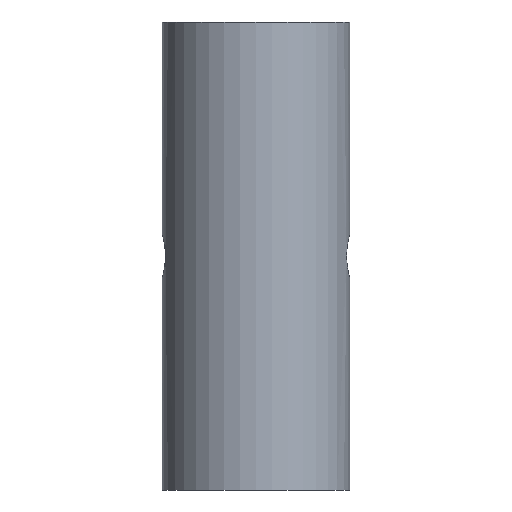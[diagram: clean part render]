
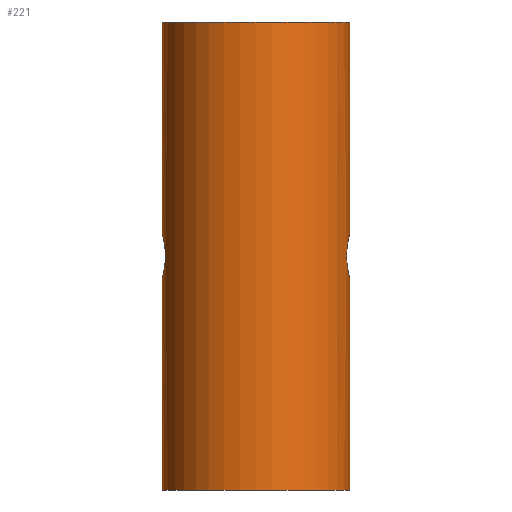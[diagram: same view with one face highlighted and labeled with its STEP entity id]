
A CAD part, left-side view. The second image highlights one B-rep face of the part: STEP entity #221.
In plain terms, the highlighted cylindrical face has radius 20 mm (diameter 40 mm), a full revolution.
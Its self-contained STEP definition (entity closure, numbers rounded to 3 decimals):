
#115=B_SPLINE_CURVE_WITH_KNOTS('',3,(#522,#523,#524,#525,#526,#527,#528,
#529,#530,#531,#532,#533,#534,#535,#536,#537,#538,#539,#540,#541,#542,#543,
#544,#545,#546,#547,#548,#549,#550,#551,#552,#553,#554,#555,#556,#557,#558,
#559,#560,#561),.UNSPECIFIED.,.T.,.U.,(4,2,2,2,2,2,2,2,2,2,2,2,2,2,2,2,
2,2,2,4),(0.,0.172,0.35,0.516,0.641,
0.752,0.873,1.036,1.2,1.368,
1.538,1.715,1.89,2.024,2.136,
2.252,2.4,2.58,2.705,2.825),
 .UNSPECIFIED.);
#116=B_SPLINE_CURVE_WITH_KNOTS('',3,(#563,#564,#565,#566,#567,#568,#569,
#570,#571,#572,#573,#574,#575,#576,#577,#578,#579,#580,#581,#582,#583,#584,
#585,#586,#587,#588,#589,#590,#591,#592,#593,#594,#595,#596,#597,#598,#599,
#600,#601,#602),.UNSPECIFIED.,.T.,.U.,(4,2,2,2,2,2,2,2,2,2,2,2,2,2,2,2,
2,2,2,4),(0.,0.172,0.35,0.516,0.641,
0.752,0.873,1.036,1.2,1.368,
1.538,1.715,1.89,2.024,2.136,
2.252,2.4,2.58,2.705,2.825),
 .UNSPECIFIED.);
#119=CYLINDRICAL_SURFACE('',#233,20.);
#127=VERTEX_POINT('',#318);
#128=VERTEX_POINT('',#480);
#130=VERTEX_POINT('',#603);
#131=VERTEX_POINT('',#605);
#136=CIRCLE('',#232,20.);
#137=CIRCLE('',#234,20.);
#143=EDGE_CURVE('',#127,#127,#136,.T.);
#146=EDGE_CURVE('',#128,#128,#115,.F.);
#147=EDGE_CURVE('',#130,#130,#116,.F.);
#148=EDGE_CURVE('',#131,#131,#137,.T.);
#163=ORIENTED_EDGE('',*,*,#147,.F.);
#164=ORIENTED_EDGE('',*,*,#143,.T.);
#165=ORIENTED_EDGE('',*,*,#148,.T.);
#166=ORIENTED_EDGE('',*,*,#146,.F.);
#186=EDGE_LOOP('',(#163));
#187=EDGE_LOOP('',(#164));
#188=EDGE_LOOP('',(#165));
#189=EDGE_LOOP('',(#166));
#206=FACE_BOUND('',#186,.T.);
#207=FACE_BOUND('',#187,.T.);
#208=FACE_BOUND('',#188,.T.);
#209=FACE_BOUND('',#189,.T.);
#221=ADVANCED_FACE('',(#206,#207,#208,#209),#119,.T.);
#232=AXIS2_PLACEMENT_3D('',#317,#822,#823);
#233=AXIS2_PLACEMENT_3D('',#562,#825,#826);
#234=AXIS2_PLACEMENT_3D('',#604,#827,#828);
#317=CARTESIAN_POINT('',(0.,0.,100.));
#318=CARTESIAN_POINT('',(20.,0.,100.));
#480=CARTESIAN_POINT('',(5.,-19.365,50.));
#522=CARTESIAN_POINT('',(5.,-19.365,50.));
#523=CARTESIAN_POINT('',(5.,-19.365,49.428));
#524=CARTESIAN_POINT('',(4.874,-19.399,48.845));
#525=CARTESIAN_POINT('',(4.391,-19.514,47.768));
#526=CARTESIAN_POINT('',(4.017,-19.598,47.257));
#527=CARTESIAN_POINT('',(3.128,-19.759,46.447));
#528=CARTESIAN_POINT('',(2.611,-19.837,46.123));
#529=CARTESIAN_POINT('',(1.63,-19.938,45.726));
#530=CARTESIAN_POINT('',(1.176,-19.971,45.606));
#531=CARTESIAN_POINT('',(0.31,-20.002,45.494));
#532=CARTESIAN_POINT('',(-0.107,-20.004,45.486));
#533=CARTESIAN_POINT('',(-0.962,-19.982,45.566));
#534=CARTESIAN_POINT('',(-1.406,-19.955,45.663));
#535=CARTESIAN_POINT('',(-2.379,-19.866,46.006));
#536=CARTESIAN_POINT('',(-2.903,-19.793,46.297));
#537=CARTESIAN_POINT('',(-3.795,-19.642,47.02));
#538=CARTESIAN_POINT('',(-4.176,-19.561,47.466));
#539=CARTESIAN_POINT('',(-4.734,-19.434,48.448));
#540=CARTESIAN_POINT('',(-4.915,-19.387,49.001));
#541=CARTESIAN_POINT('',(-5.038,-19.355,50.121));
#542=CARTESIAN_POINT('',(-4.978,-19.371,50.706));
#543=CARTESIAN_POINT('',(-4.622,-19.459,51.814));
#544=CARTESIAN_POINT('',(-4.31,-19.534,52.355));
#545=CARTESIAN_POINT('',(-3.502,-19.695,53.263));
#546=CARTESIAN_POINT('',(-2.994,-19.783,53.65));
#547=CARTESIAN_POINT('',(-2.001,-19.904,54.148));
#548=CARTESIAN_POINT('',(-1.527,-19.948,54.308));
#549=CARTESIAN_POINT('',(-0.636,-19.994,54.479));
#550=CARTESIAN_POINT('',(-0.216,-20.003,54.511));
#551=CARTESIAN_POINT('',(0.628,-19.995,54.481));
#552=CARTESIAN_POINT('',(1.059,-19.976,54.415));
#553=CARTESIAN_POINT('',(1.993,-19.907,54.157));
#554=CARTESIAN_POINT('',(2.494,-19.849,53.931));
#555=CARTESIAN_POINT('',(3.47,-19.704,53.294));
#556=CARTESIAN_POINT('',(3.935,-19.612,52.84));
#557=CARTESIAN_POINT('',(4.516,-19.485,51.976));
#558=CARTESIAN_POINT('',(4.701,-19.44,51.588));
#559=CARTESIAN_POINT('',(4.94,-19.381,50.803));
#560=CARTESIAN_POINT('',(5.,-19.365,50.4));
#561=CARTESIAN_POINT('',(5.,-19.365,50.));
#562=CARTESIAN_POINT('',(0.,0.,0.));
#563=CARTESIAN_POINT('',(-5.,19.365,50.));
#564=CARTESIAN_POINT('',(-5.,19.365,49.428));
#565=CARTESIAN_POINT('',(-4.874,19.399,48.845));
#566=CARTESIAN_POINT('',(-4.391,19.514,47.768));
#567=CARTESIAN_POINT('',(-4.017,19.598,47.257));
#568=CARTESIAN_POINT('',(-3.128,19.759,46.447));
#569=CARTESIAN_POINT('',(-2.611,19.837,46.123));
#570=CARTESIAN_POINT('',(-1.63,19.938,45.726));
#571=CARTESIAN_POINT('',(-1.176,19.971,45.606));
#572=CARTESIAN_POINT('',(-0.31,20.002,45.494));
#573=CARTESIAN_POINT('',(0.107,20.004,45.486));
#574=CARTESIAN_POINT('',(0.962,19.982,45.566));
#575=CARTESIAN_POINT('',(1.406,19.955,45.663));
#576=CARTESIAN_POINT('',(2.379,19.866,46.006));
#577=CARTESIAN_POINT('',(2.903,19.793,46.297));
#578=CARTESIAN_POINT('',(3.795,19.642,47.02));
#579=CARTESIAN_POINT('',(4.176,19.561,47.466));
#580=CARTESIAN_POINT('',(4.734,19.434,48.448));
#581=CARTESIAN_POINT('',(4.915,19.387,49.001));
#582=CARTESIAN_POINT('',(5.038,19.355,50.121));
#583=CARTESIAN_POINT('',(4.978,19.371,50.706));
#584=CARTESIAN_POINT('',(4.622,19.459,51.814));
#585=CARTESIAN_POINT('',(4.31,19.534,52.355));
#586=CARTESIAN_POINT('',(3.502,19.695,53.263));
#587=CARTESIAN_POINT('',(2.994,19.783,53.65));
#588=CARTESIAN_POINT('',(2.001,19.904,54.148));
#589=CARTESIAN_POINT('',(1.527,19.948,54.308));
#590=CARTESIAN_POINT('',(0.636,19.994,54.479));
#591=CARTESIAN_POINT('',(0.216,20.003,54.511));
#592=CARTESIAN_POINT('',(-0.628,19.995,54.481));
#593=CARTESIAN_POINT('',(-1.059,19.976,54.415));
#594=CARTESIAN_POINT('',(-1.993,19.907,54.157));
#595=CARTESIAN_POINT('',(-2.494,19.849,53.931));
#596=CARTESIAN_POINT('',(-3.47,19.704,53.294));
#597=CARTESIAN_POINT('',(-3.935,19.612,52.84));
#598=CARTESIAN_POINT('',(-4.516,19.485,51.976));
#599=CARTESIAN_POINT('',(-4.701,19.44,51.588));
#600=CARTESIAN_POINT('',(-4.94,19.381,50.803));
#601=CARTESIAN_POINT('',(-5.,19.365,50.4));
#602=CARTESIAN_POINT('',(-5.,19.365,50.));
#603=CARTESIAN_POINT('',(-5.,19.365,50.));
#604=CARTESIAN_POINT('',(0.,0.,0.));
#605=CARTESIAN_POINT('',(20.,0.,0.));
#822=DIRECTION('',(0.,0.,-1.));
#823=DIRECTION('',(20.,0.,0.));
#825=DIRECTION('',(0.,0.,1.));
#826=DIRECTION('',(20.,0.,0.));
#827=DIRECTION('',(0.,0.,1.));
#828=DIRECTION('',(20.,0.,0.));
